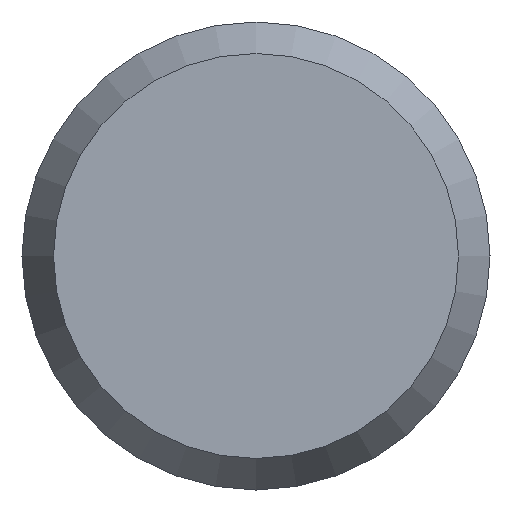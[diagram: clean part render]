
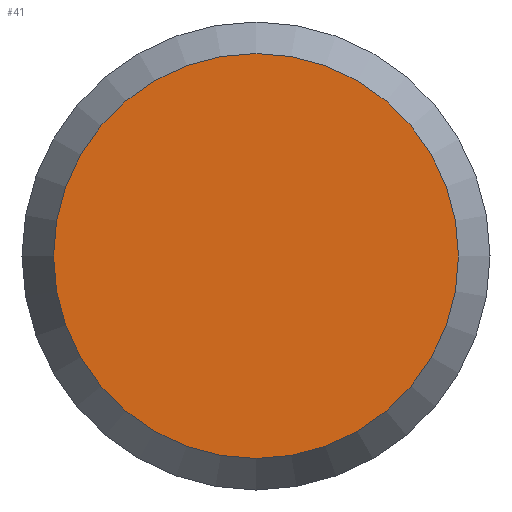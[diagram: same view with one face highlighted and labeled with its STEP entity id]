
A CAD part, left-side view. The second image highlights one B-rep face of the part: STEP entity #41.
In plain terms, the highlighted planar face has unit normal (-1, 0, 0).
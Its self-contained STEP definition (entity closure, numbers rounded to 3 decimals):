
#41 = ADVANCED_FACE( '', ( #84 ), #85, .F. );
#84 = FACE_OUTER_BOUND( '', #126, .T. );
#85 = PLANE( '', #127 );
#126 = EDGE_LOOP( '', ( #170 ) );
#127 = AXIS2_PLACEMENT_3D( '', #171, #172, #173 );
#170 = ORIENTED_EDGE( '', *, *, #199, .F. );
#171 = CARTESIAN_POINT( '', ( 0., 0., 0. ) );
#172 = DIRECTION( '', ( 1., 0., 0. ) );
#173 = DIRECTION( '', ( 0., 0., -1. ) );
#199 = EDGE_CURVE( '', #218, #218, #219, .T. );
#218 = VERTEX_POINT( '', #241 );
#219 = CIRCLE( '', #242, 2.596 );
#241 = CARTESIAN_POINT( '', ( 0., 0., -2.596 ) );
#242 = AXIS2_PLACEMENT_3D( '', #264, #265, #266 );
#264 = CARTESIAN_POINT( '', ( 0., 0., 0. ) );
#265 = DIRECTION( '', ( 1., 0., 0. ) );
#266 = DIRECTION( '', ( 0., 0., -1. ) );
